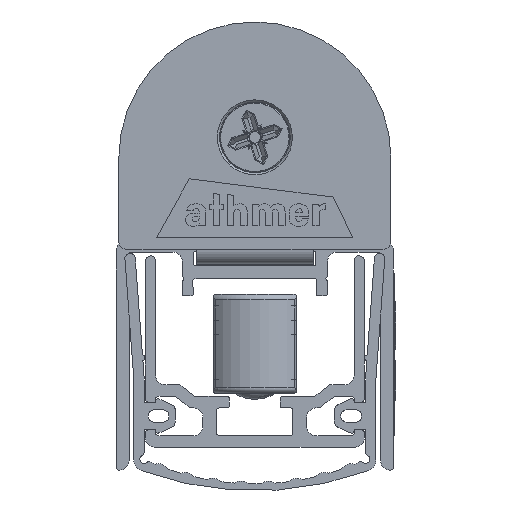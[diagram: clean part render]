
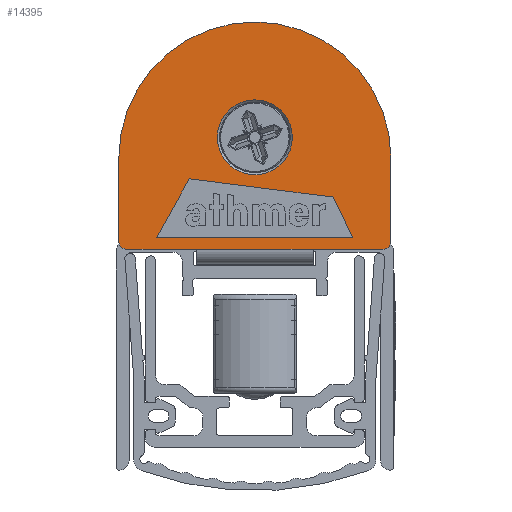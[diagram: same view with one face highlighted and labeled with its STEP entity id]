
A CAD part, front view. The second image highlights one B-rep face of the part: STEP entity #14395.
In plain terms, the highlighted planar face has unit normal (0, -1, 0).
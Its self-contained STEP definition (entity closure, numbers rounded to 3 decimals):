
#1104=CIRCLE('',#15794,0.7);
#1105=CIRCLE('',#15795,0.7);
#1106=CIRCLE('',#15796,11.8);
#1107=CIRCLE('',#15797,3.25);
#2548=ORIENTED_EDGE('',*,*,#6184,.T.);
#2549=ORIENTED_EDGE('',*,*,#6185,.T.);
#2550=ORIENTED_EDGE('',*,*,#6186,.T.);
#2551=ORIENTED_EDGE('',*,*,#6187,.T.);
#2552=ORIENTED_EDGE('',*,*,#6188,.T.);
#2553=ORIENTED_EDGE('',*,*,#6189,.T.);
#2554=ORIENTED_EDGE('',*,*,#6190,.T.);
#2555=ORIENTED_EDGE('',*,*,#6191,.T.);
#2556=ORIENTED_EDGE('',*,*,#6192,.T.);
#2557=ORIENTED_EDGE('',*,*,#6193,.T.);
#2558=ORIENTED_EDGE('',*,*,#6194,.T.);
#2559=ORIENTED_EDGE('',*,*,#6195,.T.);
#2560=ORIENTED_EDGE('',*,*,#6196,.T.);
#6184=EDGE_CURVE('',#8117,#8118,#9566,.T.);
#6185=EDGE_CURVE('',#8118,#8119,#1104,.T.);
#6186=EDGE_CURVE('',#8119,#8120,#9567,.T.);
#6187=EDGE_CURVE('',#8120,#8121,#9568,.T.);
#6188=EDGE_CURVE('',#8121,#8122,#9569,.T.);
#6189=EDGE_CURVE('',#8122,#8123,#1105,.T.);
#6190=EDGE_CURVE('',#8123,#8124,#9570,.T.);
#6191=EDGE_CURVE('',#8124,#8117,#1106,.T.);
#6192=EDGE_CURVE('',#8125,#8125,#1107,.T.);
#6193=EDGE_CURVE('',#8126,#8127,#9571,.T.);
#6194=EDGE_CURVE('',#8127,#8128,#9572,.T.);
#6195=EDGE_CURVE('',#8128,#8129,#9573,.T.);
#6196=EDGE_CURVE('',#8129,#8126,#9574,.T.);
#8117=VERTEX_POINT('',#21307);
#8118=VERTEX_POINT('',#21308);
#8119=VERTEX_POINT('',#21310);
#8120=VERTEX_POINT('',#21312);
#8121=VERTEX_POINT('',#21314);
#8122=VERTEX_POINT('',#21316);
#8123=VERTEX_POINT('',#21318);
#8124=VERTEX_POINT('',#21320);
#8125=VERTEX_POINT('',#21323);
#8126=VERTEX_POINT('',#21325);
#8127=VERTEX_POINT('',#21326);
#8128=VERTEX_POINT('',#21328);
#8129=VERTEX_POINT('',#21330);
#9566=LINE('',#21306,#10924);
#9567=LINE('',#21311,#10925);
#9568=LINE('',#21313,#10926);
#9569=LINE('',#21315,#10927);
#9570=LINE('',#21319,#10928);
#9571=LINE('',#21324,#10929);
#9572=LINE('',#21327,#10930);
#9573=LINE('',#21329,#10931);
#9574=LINE('',#21331,#10932);
#10924=VECTOR('',#17773,1000.);
#10925=VECTOR('',#17776,1000.);
#10926=VECTOR('',#17777,1000.);
#10927=VECTOR('',#17778,1000.);
#10928=VECTOR('',#17781,1000.);
#10929=VECTOR('',#17786,1000.);
#10930=VECTOR('',#17787,1000.);
#10931=VECTOR('',#17788,1000.);
#10932=VECTOR('',#17789,1000.);
#12063=EDGE_LOOP('',(#2548,#2549,#2550,#2551,#2552,#2553,#2554,#2555));
#12064=EDGE_LOOP('',(#2556));
#12065=EDGE_LOOP('',(#2557,#2558,#2559,#2560));
#12958=FACE_BOUND('',#12063,.T.);
#12959=FACE_BOUND('',#12064,.T.);
#12960=FACE_BOUND('',#12065,.T.);
#13733=PLANE('',#15793);
#14395=ADVANCED_FACE('',(#12958,#12959,#12960),#13733,.T.);
#15793=AXIS2_PLACEMENT_3D('',#21305,#17771,#17772);
#15794=AXIS2_PLACEMENT_3D('',#21309,#17774,#17775);
#15795=AXIS2_PLACEMENT_3D('',#21317,#17779,#17780);
#15796=AXIS2_PLACEMENT_3D('',#21321,#17782,#17783);
#15797=AXIS2_PLACEMENT_3D('',#21322,#17784,#17785);
#17771=DIRECTION('',(0.,-1.,0.));
#17772=DIRECTION('',(0.,0.,-1.));
#17773=DIRECTION('',(0.,0.,-1.));
#17774=DIRECTION('',(0.,-1.,0.));
#17775=DIRECTION('',(0.,0.,-1.));
#17776=DIRECTION('',(1.,0.,0.));
#17777=DIRECTION('',(1.,0.,0.));
#17778=DIRECTION('',(1.,0.,0.));
#17779=DIRECTION('',(0.,-1.,0.));
#17780=DIRECTION('',(0.,0.,-1.));
#17781=DIRECTION('',(0.,0.,1.));
#17782=DIRECTION('',(0.,-1.,0.));
#17783=DIRECTION('',(1.,0.,0.));
#17784=DIRECTION('',(0.,1.,0.));
#17785=DIRECTION('',(0.,0.,1.));
#17786=DIRECTION('',(0.436,0.,-0.9));
#17787=DIRECTION('',(-1.,0.,0.));
#17788=DIRECTION('',(0.486,0.,0.874));
#17789=DIRECTION('',(0.992,0.,-0.126));
#21305=CARTESIAN_POINT('',(0.,-1.,24.725));
#21306=CARTESIAN_POINT('',(-11.8,-1.,16.825));
#21307=CARTESIAN_POINT('',(-11.8,-1.,24.725));
#21308=CARTESIAN_POINT('',(-11.8,-1.,17.525));
#21309=CARTESIAN_POINT('',(-11.1,-1.,17.525));
#21310=CARTESIAN_POINT('',(-11.1,-1.,16.825));
#21311=CARTESIAN_POINT('',(-11.8,-1.,16.825));
#21312=CARTESIAN_POINT('',(-5.05,-1.,16.825));
#21313=CARTESIAN_POINT('',(5.05,-1.,16.825));
#21314=CARTESIAN_POINT('',(5.05,-1.,16.825));
#21315=CARTESIAN_POINT('',(5.05,-1.,16.825));
#21316=CARTESIAN_POINT('',(11.1,-1.,16.825));
#21317=CARTESIAN_POINT('',(11.1,-1.,17.525));
#21318=CARTESIAN_POINT('',(11.8,-1.,17.525));
#21319=CARTESIAN_POINT('',(11.8,-1.,16.825));
#21320=CARTESIAN_POINT('',(11.8,-1.,24.725));
#21321=CARTESIAN_POINT('',(0.,-1.,24.725));
#21322=CARTESIAN_POINT('',(0.,-1.,26.525));
#21323=CARTESIAN_POINT('',(0.,-1.,29.775));
#21324=CARTESIAN_POINT('',(6.796,-1.,21.341));
#21325=CARTESIAN_POINT('',(6.796,-1.,21.341));
#21326=CARTESIAN_POINT('',(8.498,-1.,17.825));
#21327=CARTESIAN_POINT('',(8.498,-1.,17.825));
#21328=CARTESIAN_POINT('',(-8.517,-1.,17.825));
#21329=CARTESIAN_POINT('',(-8.517,-1.,17.825));
#21330=CARTESIAN_POINT('',(-5.681,-1.,22.929));
#21331=CARTESIAN_POINT('',(-5.681,-1.,22.929));
